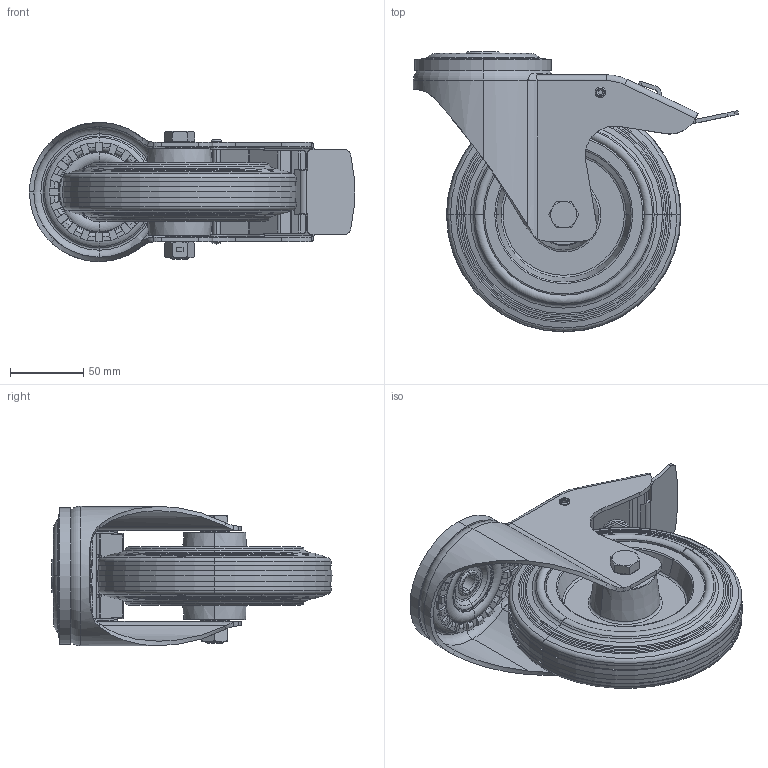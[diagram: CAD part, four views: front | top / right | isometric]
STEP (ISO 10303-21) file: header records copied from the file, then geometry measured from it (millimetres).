
FILE_DESCRIPTION (( 'STEP AP214' ), '1' );
FILE_NAME ('0056325.step', '2023-11-20T09:08:54', ( '' ), ( '' ), 'SwSTEP 2.0', 'SolidWorks 2020', '' );
FILE_SCHEMA (( 'AUTOMOTIVE_DESIGN' ));
Length unit declared in the file: millimetre
Products named in the file (1): 0056325
Bounding box: 221.77 x 191 x 95 mm (x, y, z)
Volume: 736477 mm3; surface area: 250820.4 mm2
Topology: 19 solids, 20 shells, 1222 faces, 2999 edges, 1829 vertices
Faces by surface type: plane 449, cylinder 312, torus 237, cone 137, bspline 49, sphere 38
Entity records: 56242 total; most frequent: CARTESIAN_POINT 13812, DIRECTION 6324, ORIENTED_EDGE 5902, EDGE_CURVE 2951, AXIS2_PLACEMENT_3D 2549, VERTEX_POINT 1805, CIRCLE 1375, EDGE_LOOP 1296
